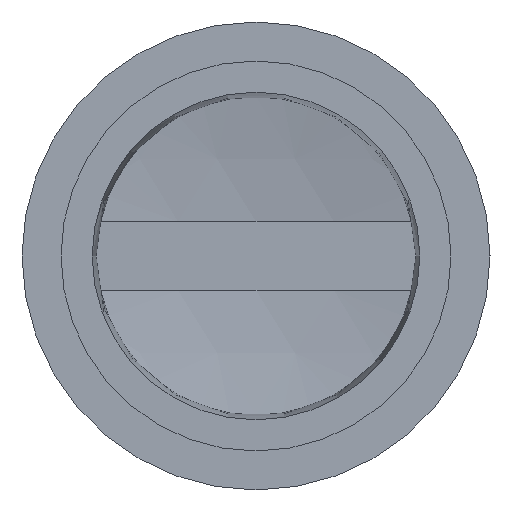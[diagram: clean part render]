
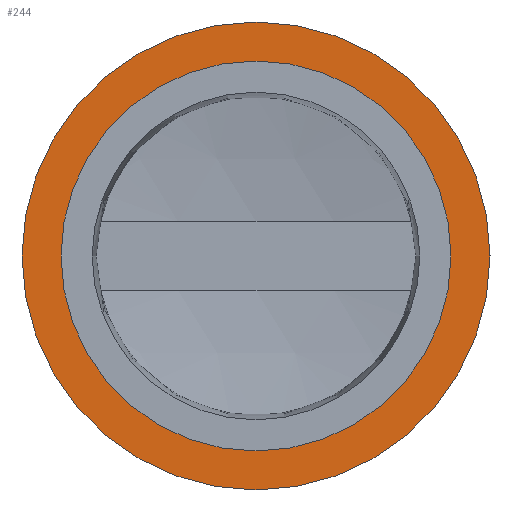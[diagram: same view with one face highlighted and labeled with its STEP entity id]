
A CAD part, front view. The second image highlights one B-rep face of the part: STEP entity #244.
In plain terms, the highlighted planar face has unit normal (0, -1, 0).
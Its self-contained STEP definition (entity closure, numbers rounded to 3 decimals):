
#22 = CIRCLE ( 'NONE', #30, 12.5 ) ;
#30 = AXIS2_PLACEMENT_3D ( 'NONE', #169, #570, #273 ) ;
#76 = EDGE_LOOP ( 'NONE', ( #404, #560 ) ) ;
#103 = CARTESIAN_POINT ( 'NONE',  ( 12.5, 0.75, 0. ) ) ;
#124 = ORIENTED_EDGE ( 'NONE', *, *, #256, .T. ) ;
#140 = CARTESIAN_POINT ( 'NONE',  ( -12.5, 0.75, 0. ) ) ;
#155 = CARTESIAN_POINT ( 'NONE',  ( 0., 0.75, 0. ) ) ;
#156 = DIRECTION ( 'NONE',  ( 0., 1., 0. ) ) ;
#157 = DIRECTION ( 'NONE',  ( -1., 0., 0. ) ) ;
#159 = CARTESIAN_POINT ( 'NONE',  ( 15., 0.75, 0. ) ) ;
#165 = DIRECTION ( 'NONE',  ( -1., 0., 0. ) ) ;
#169 = CARTESIAN_POINT ( 'NONE',  ( 0., 0.75, 0. ) ) ;
#238 = VERTEX_POINT ( 'NONE', #103 ) ;
#244 = ADVANCED_FACE ( 'NONE', ( #267, #507 ), #415, .T. ) ;
#256 = EDGE_CURVE ( 'NONE', #238, #535, #541, .T. ) ;
#267 = FACE_BOUND ( 'NONE', #424, .T. ) ;
#273 = DIRECTION ( 'NONE',  ( -1., 0., 0. ) ) ;
#278 = CARTESIAN_POINT ( 'NONE',  ( -12.5, 0.75, 0. ) ) ;
#288 = VERTEX_POINT ( 'NONE', #159 ) ;
#290 = EDGE_CURVE ( 'NONE', #288, #555, #528, .T. ) ;
#296 = AXIS2_PLACEMENT_3D ( 'NONE', #371, #583, #165 ) ;
#316 = CARTESIAN_POINT ( 'NONE',  ( 0., 0.75, 0. ) ) ;
#317 = DIRECTION ( 'NONE',  ( 0., 1., 0. ) ) ;
#323 = CIRCLE ( 'NONE', #620, 15. ) ;
#371 = CARTESIAN_POINT ( 'NONE',  ( 0., 0.75, 0. ) ) ;
#378 = DIRECTION ( 'NONE',  ( 1., 0., 0. ) ) ;
#380 = AXIS2_PLACEMENT_3D ( 'NONE', #140, #634, #378 ) ;
#404 = ORIENTED_EDGE ( 'NONE', *, *, #540, .F. ) ;
#406 = AXIS2_PLACEMENT_3D ( 'NONE', #155, #156, #157 ) ;
#415 = PLANE ( 'NONE',  #380 ) ;
#424 = EDGE_LOOP ( 'NONE', ( #610, #124 ) ) ;
#507 = FACE_OUTER_BOUND ( 'NONE', #76, .T. ) ;
#528 = CIRCLE ( 'NONE', #296, 15. ) ;
#531 = CARTESIAN_POINT ( 'NONE',  ( -15., 0.75, 0. ) ) ;
#535 = VERTEX_POINT ( 'NONE', #278 ) ;
#539 = EDGE_CURVE ( 'NONE', #535, #238, #22, .T. ) ;
#540 = EDGE_CURVE ( 'NONE', #555, #288, #323, .T. ) ;
#541 = CIRCLE ( 'NONE', #406, 12.5 ) ;
#555 = VERTEX_POINT ( 'NONE', #531 ) ;
#560 = ORIENTED_EDGE ( 'NONE', *, *, #290, .F. ) ;
#570 = DIRECTION ( 'NONE',  ( 0., 1., 0. ) ) ;
#583 = DIRECTION ( 'NONE',  ( 0., 1., 0. ) ) ;
#610 = ORIENTED_EDGE ( 'NONE', *, *, #539, .T. ) ;
#620 = AXIS2_PLACEMENT_3D ( 'NONE', #316, #317, #636 ) ;
#634 = DIRECTION ( 'NONE',  ( 0., -1., 0. ) ) ;
#636 = DIRECTION ( 'NONE',  ( -1., 0., 0. ) ) ;
